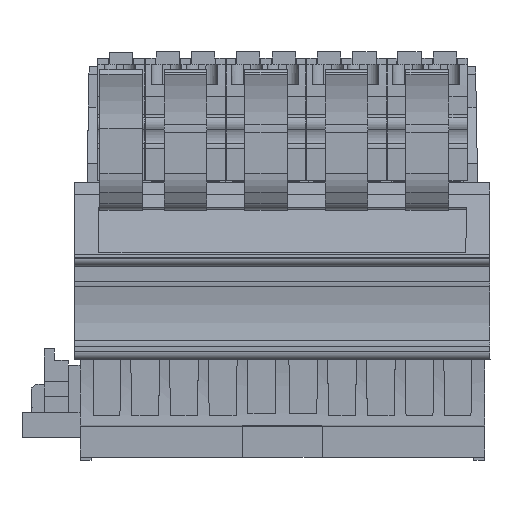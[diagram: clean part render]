
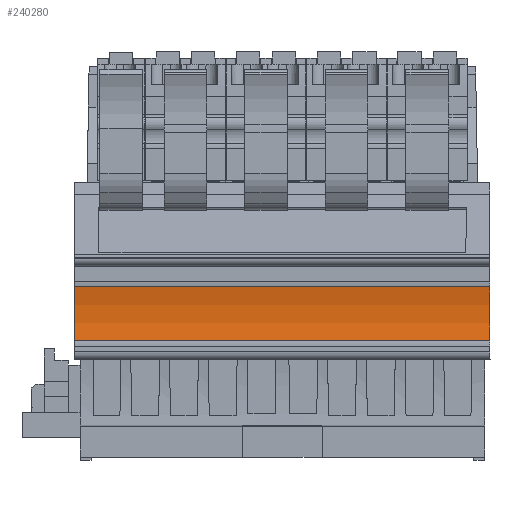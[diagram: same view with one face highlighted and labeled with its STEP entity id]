
A CAD part, front view. The second image highlights one B-rep face of the part: STEP entity #240280.
In plain terms, the highlighted cylindrical face has radius 15.05 mm (diameter 30.1 mm), a partial arc.
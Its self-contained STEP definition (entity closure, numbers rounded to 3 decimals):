
#9720=CARTESIAN_POINT('',(-36.102,11.323,
-49.9));
#9730=VERTEX_POINT('',#9720);
#9760=CARTESIAN_POINT('',(-50.272,6.252,
-49.9));
#9770=DIRECTION('',(0.,0.,1.));
#9780=DIRECTION('',(0.993,0.122,
0.));
#9790=AXIS2_PLACEMENT_3D('',#9760,#9770,#9780);
#9800=CIRCLE('',#9790,15.05);
#9810=CARTESIAN_POINT('',(-35.336,4.402,
-49.9));
#9820=VERTEX_POINT('',#9810);
#9830=EDGE_CURVE('',#9820,#9730,#9800,.T.);
#17810=CARTESIAN_POINT('',(-35.336,4.402,
3.7));
#17820=VERTEX_POINT('',#17810);
#17850=CARTESIAN_POINT('',(-50.272,6.252,
3.7));
#17860=DIRECTION('',(0.,0.,1.));
#17870=DIRECTION('',(0.993,0.122,
0.));
#17880=AXIS2_PLACEMENT_3D('',#17850,#17860,#17870);
#17890=CIRCLE('',#17880,15.05);
#17900=CARTESIAN_POINT('',(-36.102,11.323,
3.7));
#17910=VERTEX_POINT('',#17900);
#17920=EDGE_CURVE('',#17820,#17910,#17890,.T.);
#239940=CARTESIAN_POINT('',(-36.102,11.323,
80.45));
#239950=DIRECTION('',(0.,0.,1.));
#239960=VECTOR('',#239950,1.);
#239970=LINE('',#239940,#239960);
#239980=EDGE_CURVE('',#9730,#17910,#239970,.T.);
#240120=CARTESIAN_POINT('',(-50.272,6.252,
80.45));
#240130=DIRECTION('',(0.,0.,1.));
#240140=DIRECTION('',(0.993,0.122,
0.));
#240150=AXIS2_PLACEMENT_3D('',#240120,#240130,#240140);
#240160=CYLINDRICAL_SURFACE('',#240150,15.05);
#240170=ORIENTED_EDGE('',*,*,#239980,.F.);
#240180=ORIENTED_EDGE('',*,*,#17920,.T.);
#240190=CARTESIAN_POINT('',(-35.336,4.402,
80.45));
#240200=DIRECTION('',(0.,0.,1.));
#240210=VECTOR('',#240200,1.);
#240220=LINE('',#240190,#240210);
#240230=EDGE_CURVE('',#9820,#17820,#240220,.T.);
#240240=ORIENTED_EDGE('',*,*,#240230,.T.);
#240250=ORIENTED_EDGE('',*,*,#9830,.F.);
#240260=EDGE_LOOP('',(#240250,#240240,#240180,#240170));
#240270=FACE_OUTER_BOUND('',#240260,.T.);
#240280=ADVANCED_FACE('',(#240270),#240160,.F.);
